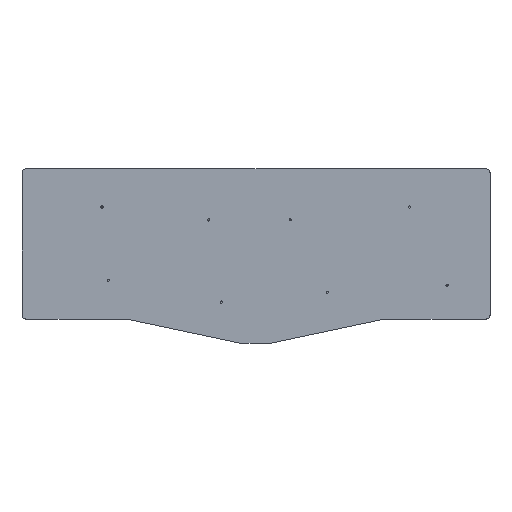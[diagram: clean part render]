
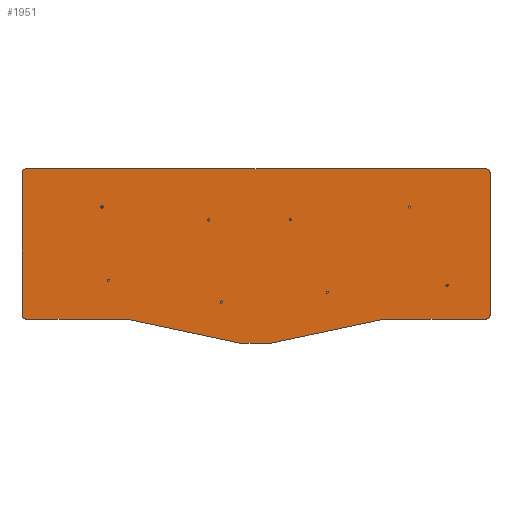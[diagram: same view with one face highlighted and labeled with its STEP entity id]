
A CAD part, top view. The second image highlights one B-rep face of the part: STEP entity #1951.
In plain terms, the highlighted planar face has unit normal (0, 0, 1).
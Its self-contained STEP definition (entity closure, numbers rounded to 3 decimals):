
#68=FACE_BOUND('',#375,.T.);
#69=FACE_BOUND('',#376,.T.);
#70=FACE_BOUND('',#377,.T.);
#71=FACE_BOUND('',#378,.T.);
#72=FACE_BOUND('',#379,.T.);
#73=FACE_BOUND('',#380,.T.);
#74=FACE_BOUND('',#381,.T.);
#75=FACE_BOUND('',#382,.T.);
#122=PLANE('',#2113);
#252=FACE_OUTER_BOUND('',#374,.T.);
#374=EDGE_LOOP('',(#1734,#1735,#1736,#1737,#1738,#1739,#1740,#1741,#1742,
#1743,#1744,#1745));
#375=EDGE_LOOP('',(#1746));
#376=EDGE_LOOP('',(#1747));
#377=EDGE_LOOP('',(#1748));
#378=EDGE_LOOP('',(#1749));
#379=EDGE_LOOP('',(#1750));
#380=EDGE_LOOP('',(#1751));
#381=EDGE_LOOP('',(#1752));
#382=EDGE_LOOP('',(#1753));
#557=LINE('',#3462,#743);
#563=LINE('',#3480,#749);
#565=LINE('',#3484,#751);
#566=LINE('',#3488,#752);
#567=LINE('',#3490,#753);
#568=LINE('',#3492,#754);
#569=LINE('',#3493,#755);
#570=LINE('',#3494,#756);
#743=VECTOR('',#2543,10.);
#749=VECTOR('',#2563,10.);
#751=VECTOR('',#2567,10.);
#752=VECTOR('',#2570,10.);
#753=VECTOR('',#2571,10.);
#754=VECTOR('',#2572,10.);
#755=VECTOR('',#2573,10.);
#756=VECTOR('',#2574,10.);
#777=CIRCLE('',#1990,0.812);
#816=CIRCLE('',#2107,2.75);
#817=CIRCLE('',#2109,2.75);
#818=CIRCLE('',#2111,2.75);
#819=CIRCLE('',#2114,2.75);
#820=CIRCLE('',#2115,0.812);
#821=CIRCLE('',#2116,0.812);
#822=CIRCLE('',#2117,0.812);
#823=CIRCLE('',#2118,0.812);
#824=CIRCLE('',#2119,0.812);
#825=CIRCLE('',#2120,0.812);
#826=CIRCLE('',#2121,0.812);
#836=VERTEX_POINT('',#2671);
#979=VERTEX_POINT('',#3459);
#980=VERTEX_POINT('',#3461);
#981=VERTEX_POINT('',#3465);
#982=VERTEX_POINT('',#3469);
#983=VERTEX_POINT('',#3473);
#984=VERTEX_POINT('',#3475);
#985=VERTEX_POINT('',#3479);
#986=VERTEX_POINT('',#3483);
#987=VERTEX_POINT('',#3485);
#988=VERTEX_POINT('',#3487);
#989=VERTEX_POINT('',#3489);
#990=VERTEX_POINT('',#3491);
#991=VERTEX_POINT('',#3495);
#992=VERTEX_POINT('',#3497);
#993=VERTEX_POINT('',#3499);
#994=VERTEX_POINT('',#3501);
#995=VERTEX_POINT('',#3503);
#996=VERTEX_POINT('',#3505);
#997=VERTEX_POINT('',#3507);
#1014=EDGE_CURVE('',#836,#836,#777,.T.);
#1237=EDGE_CURVE('',#979,#980,#557,.F.);
#1240=EDGE_CURVE('',#981,#979,#816,.T.);
#1241=EDGE_CURVE('',#980,#982,#817,.T.);
#1244=EDGE_CURVE('',#983,#984,#818,.T.);
#1246=EDGE_CURVE('',#984,#985,#563,.T.);
#1248=EDGE_CURVE('',#986,#981,#565,.T.);
#1249=EDGE_CURVE('',#987,#986,#819,.T.);
#1250=EDGE_CURVE('',#988,#987,#566,.T.);
#1251=EDGE_CURVE('',#989,#988,#567,.T.);
#1252=EDGE_CURVE('',#989,#990,#568,.F.);
#1253=EDGE_CURVE('',#985,#990,#569,.T.);
#1254=EDGE_CURVE('',#982,#983,#570,.T.);
#1255=EDGE_CURVE('',#991,#991,#820,.T.);
#1256=EDGE_CURVE('',#992,#992,#821,.T.);
#1257=EDGE_CURVE('',#993,#993,#822,.T.);
#1258=EDGE_CURVE('',#994,#994,#823,.T.);
#1259=EDGE_CURVE('',#995,#995,#824,.T.);
#1260=EDGE_CURVE('',#996,#996,#825,.T.);
#1261=EDGE_CURVE('',#997,#997,#826,.T.);
#1734=ORIENTED_EDGE('',*,*,#1240,.F.);
#1735=ORIENTED_EDGE('',*,*,#1248,.F.);
#1736=ORIENTED_EDGE('',*,*,#1249,.F.);
#1737=ORIENTED_EDGE('',*,*,#1250,.F.);
#1738=ORIENTED_EDGE('',*,*,#1251,.F.);
#1739=ORIENTED_EDGE('',*,*,#1252,.T.);
#1740=ORIENTED_EDGE('',*,*,#1253,.F.);
#1741=ORIENTED_EDGE('',*,*,#1246,.F.);
#1742=ORIENTED_EDGE('',*,*,#1244,.F.);
#1743=ORIENTED_EDGE('',*,*,#1254,.F.);
#1744=ORIENTED_EDGE('',*,*,#1241,.F.);
#1745=ORIENTED_EDGE('',*,*,#1237,.F.);
#1746=ORIENTED_EDGE('',*,*,#1014,.T.);
#1747=ORIENTED_EDGE('',*,*,#1255,.T.);
#1748=ORIENTED_EDGE('',*,*,#1256,.T.);
#1749=ORIENTED_EDGE('',*,*,#1257,.T.);
#1750=ORIENTED_EDGE('',*,*,#1258,.T.);
#1751=ORIENTED_EDGE('',*,*,#1259,.T.);
#1752=ORIENTED_EDGE('',*,*,#1260,.T.);
#1753=ORIENTED_EDGE('',*,*,#1261,.T.);
#1951=ADVANCED_FACE('',(#252,#68,#69,#70,#71,#72,#73,#74,#75),#122,.F.);
#1990=AXIS2_PLACEMENT_3D('',#2672,#2159,#2160);
#2107=AXIS2_PLACEMENT_3D('',#3467,#2548,#2549);
#2109=AXIS2_PLACEMENT_3D('',#3470,#2552,#2553);
#2111=AXIS2_PLACEMENT_3D('',#3476,#2558,#2559);
#2113=AXIS2_PLACEMENT_3D('',#3482,#2565,#2566);
#2114=AXIS2_PLACEMENT_3D('',#3486,#2568,#2569);
#2115=AXIS2_PLACEMENT_3D('',#3496,#2575,#2576);
#2116=AXIS2_PLACEMENT_3D('',#3498,#2577,#2578);
#2117=AXIS2_PLACEMENT_3D('',#3500,#2579,#2580);
#2118=AXIS2_PLACEMENT_3D('',#3502,#2581,#2582);
#2119=AXIS2_PLACEMENT_3D('',#3504,#2583,#2584);
#2120=AXIS2_PLACEMENT_3D('',#3506,#2585,#2586);
#2121=AXIS2_PLACEMENT_3D('',#3508,#2587,#2588);
#2159=DIRECTION('center_axis',(0.,0.,-1.));
#2160=DIRECTION('ref_axis',(1.,0.,0.));
#2543=DIRECTION('',(-1.,0.,0.));
#2548=DIRECTION('center_axis',(0.,0.,-1.));
#2549=DIRECTION('ref_axis',(-0.707,0.707,0.));
#2552=DIRECTION('center_axis',(0.,0.,-1.));
#2553=DIRECTION('ref_axis',(0.707,0.707,0.));
#2558=DIRECTION('center_axis',(0.,0.,-1.));
#2559=DIRECTION('ref_axis',(0.707,-0.707,0.));
#2563=DIRECTION('',(-1.,0.,0.));
#2565=DIRECTION('center_axis',(0.,0.,-1.));
#2566=DIRECTION('ref_axis',(-1.,0.,0.));
#2567=DIRECTION('',(0.,1.,0.));
#2568=DIRECTION('center_axis',(0.,0.,-1.));
#2569=DIRECTION('ref_axis',(-0.707,-0.707,0.));
#2570=DIRECTION('',(-1.,0.,0.));
#2571=DIRECTION('',(-0.978,0.208,0.));
#2572=DIRECTION('',(-1.,0.,0.));
#2573=DIRECTION('',(-0.978,-0.208,0.));
#2574=DIRECTION('',(0.,-1.,0.));
#2575=DIRECTION('center_axis',(0.,0.,-1.));
#2576=DIRECTION('ref_axis',(1.,0.,0.));
#2577=DIRECTION('center_axis',(0.,0.,-1.));
#2578=DIRECTION('ref_axis',(1.,0.,0.));
#2579=DIRECTION('center_axis',(0.,0.,-1.));
#2580=DIRECTION('ref_axis',(1.,0.,0.));
#2581=DIRECTION('center_axis',(0.,0.,-1.));
#2582=DIRECTION('ref_axis',(1.,0.,0.));
#2583=DIRECTION('center_axis',(0.,0.,-1.));
#2584=DIRECTION('ref_axis',(1.,0.,0.));
#2585=DIRECTION('center_axis',(0.,0.,-1.));
#2586=DIRECTION('ref_axis',(1.,0.,0.));
#2587=DIRECTION('center_axis',(0.,0.,-1.));
#2588=DIRECTION('ref_axis',(1.,0.,0.));
#2671=CARTESIAN_POINT('',(-109.744,-19.08,-4.1));
#2672=CARTESIAN_POINT('Origin',(-108.933,-19.08,-4.1));
#3459=CARTESIAN_POINT('',(-169.777,62.893,-4.1));
#3461=CARTESIAN_POINT('',(169.722,62.893,-4.1));
#3462=CARTESIAN_POINT('',(-86.277,62.893,-4.1));
#3465=CARTESIAN_POINT('',(-172.527,60.143,-4.1));
#3467=CARTESIAN_POINT('Origin',(-169.777,60.143,-4.1));
#3469=CARTESIAN_POINT('',(172.472,60.143,-4.1));
#3470=CARTESIAN_POINT('Origin',(169.722,60.143,-4.1));
#3473=CARTESIAN_POINT('',(172.472,-45.005,-4.1));
#3475=CARTESIAN_POINT('',(169.722,-47.755,-4.1));
#3476=CARTESIAN_POINT('Origin',(169.722,-45.005,-4.1));
#3479=CARTESIAN_POINT('',(94.898,-47.755,-4.1));
#3480=CARTESIAN_POINT('',(172.472,-47.755,-4.1));
#3482=CARTESIAN_POINT('Origin',(-0.028,-2.796,-4.1));
#3483=CARTESIAN_POINT('',(-172.527,-45.005,-4.1));
#3484=CARTESIAN_POINT('',(-172.527,-47.755,-4.1));
#3485=CARTESIAN_POINT('',(-169.777,-47.755,-4.1));
#3486=CARTESIAN_POINT('Origin',(-169.777,-45.005,-4.1));
#3487=CARTESIAN_POINT('',(-95.452,-47.755,-4.1));
#3488=CARTESIAN_POINT('',(-95.452,-47.755,-4.1));
#3489=CARTESIAN_POINT('',(-12.039,-65.485,-4.1));
#3490=CARTESIAN_POINT('',(-0.277,-67.985,-4.1));
#3491=CARTESIAN_POINT('',(11.485,-65.485,-4.1));
#3492=CARTESIAN_POINT('',(-3.681,-65.485,-4.1));
#3493=CARTESIAN_POINT('',(94.898,-47.755,-4.1));
#3494=CARTESIAN_POINT('',(172.472,62.393,-4.1));
#3495=CARTESIAN_POINT('',(140.021,-22.882,-4.1));
#3496=CARTESIAN_POINT('Origin',(140.832,-22.882,-4.1));
#3497=CARTESIAN_POINT('',(51.756,-27.962,-4.1));
#3498=CARTESIAN_POINT('Origin',(52.567,-27.962,-4.1));
#3499=CARTESIAN_POINT('',(-26.349,-35.264,-4.1));
#3500=CARTESIAN_POINT('Origin',(-25.538,-35.264,-4.1));
#3501=CARTESIAN_POINT('',(-114.353,34.83,-4.1));
#3502=CARTESIAN_POINT('Origin',(-113.542,34.83,-4.1));
#3503=CARTESIAN_POINT('',(-35.745,25.305,-4.1));
#3504=CARTESIAN_POINT('Origin',(-34.934,25.305,-4.1));
#3505=CARTESIAN_POINT('',(24.339,25.349,-4.1));
#3506=CARTESIAN_POINT('Origin',(25.15,25.349,-4.1));
#3507=CARTESIAN_POINT('',(112.25,34.823,-4.1));
#3508=CARTESIAN_POINT('Origin',(113.061,34.823,-4.1));
